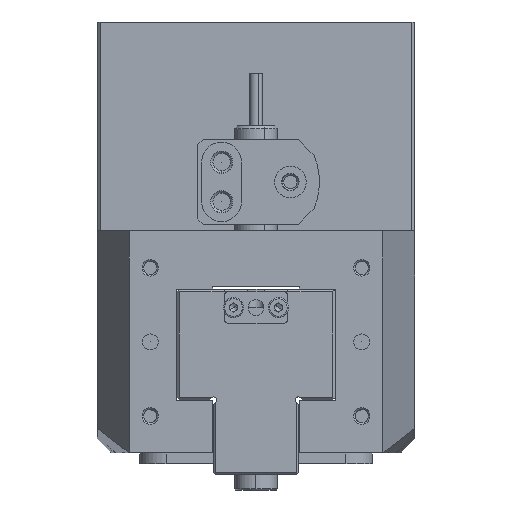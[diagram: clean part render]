
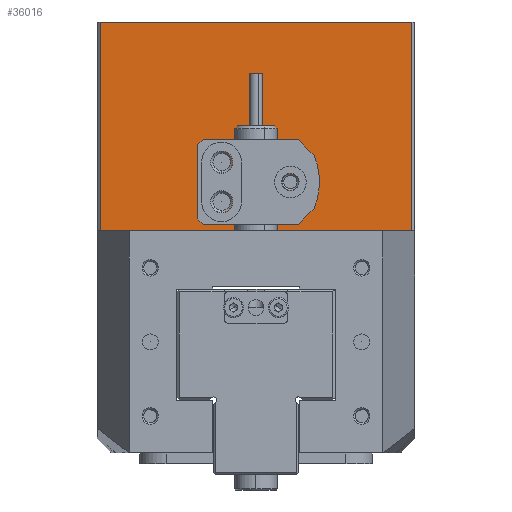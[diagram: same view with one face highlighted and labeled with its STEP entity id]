
A CAD part, left-side view. The second image highlights one B-rep face of the part: STEP entity #36016.
In plain terms, the highlighted planar face has unit normal (-1, 0, 0).
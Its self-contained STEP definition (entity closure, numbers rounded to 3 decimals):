
#167 = VERTEX_POINT ( 'NONE', #2753 ) ;
#1297 = AXIS2_PLACEMENT_3D ( 'NONE', #15200, #28802, #5199 ) ;
#2753 = CARTESIAN_POINT ( 'NONE',  ( -68.235, 37.621, 145.695 ) ) ;
#2998 = DIRECTION ( 'NONE',  ( 1., 0., 0. ) ) ;
#3168 = CARTESIAN_POINT ( 'NONE',  ( -68.235, 37.621, 145.695 ) ) ;
#4123 = DIRECTION ( 'NONE',  ( 0., 0., 1. ) ) ;
#4194 = CARTESIAN_POINT ( 'NONE',  ( -68.235, 8.121, 185.195 ) ) ;
#4305 = VERTEX_POINT ( 'NONE', #27707 ) ;
#4422 = AXIS2_PLACEMENT_3D ( 'NONE', #14695, #21267, #21408 ) ;
#5199 = DIRECTION ( 'NONE',  ( 0., 0., -1. ) ) ;
#5224 = DIRECTION ( 'NONE',  ( 1., 0., 0. ) ) ;
#5319 = LINE ( 'NONE', #41539, #20549 ) ;
#5678 = EDGE_CURVE ( 'NONE', #29885, #4305, #28908, .T. ) ;
#8320 = CARTESIAN_POINT ( 'NONE',  ( -68.235, 14.621, 151.195 ) ) ;
#8561 = FACE_BOUND ( 'NONE', #25624, .T. ) ;
#8897 = ORIENTED_EDGE ( 'NONE', *, *, #30086, .F. ) ;
#10013 = DIRECTION ( 'NONE',  ( 1., 0., 0. ) ) ;
#10192 = DIRECTION ( 'NONE',  ( 0., 0., -1. ) ) ;
#10705 = LINE ( 'NONE', #3168, #40061 ) ;
#11510 = EDGE_CURVE ( 'NONE', #35792, #24418, #26764, .T. ) ;
#12316 = LINE ( 'NONE', #34743, #35392 ) ;
#12811 = EDGE_CURVE ( 'NONE', #24418, #35792, #14079, .T. ) ;
#12812 = AXIS2_PLACEMENT_3D ( 'NONE', #20112, #16896, #40462 ) ;
#14079 = CIRCLE ( 'NONE', #1297, 2.05 ) ;
#14314 = VERTEX_POINT ( 'NONE', #28168 ) ;
#14695 = CARTESIAN_POINT ( 'NONE',  ( -68.235, 1.621, 154.945 ) ) ;
#15200 = CARTESIAN_POINT ( 'NONE',  ( -68.235, 14.621, 158.695 ) ) ;
#15981 = ORIENTED_EDGE ( 'NONE', *, *, #39167, .T. ) ;
#16438 = CARTESIAN_POINT ( 'NONE',  ( -68.235, 14.621, 156.645 ) ) ;
#16468 = FACE_BOUND ( 'NONE', #18036, .T. ) ;
#16498 = CARTESIAN_POINT ( 'NONE',  ( -68.235, 14.621, 158.695 ) ) ;
#16640 = DIRECTION ( 'NONE',  ( 0., 0., -1. ) ) ;
#16896 = DIRECTION ( 'NONE',  ( 1., 0., 0. ) ) ;
#17314 = EDGE_LOOP ( 'NONE', ( #27975, #25066 ) ) ;
#17654 = CARTESIAN_POINT ( 'NONE',  ( -68.235, 1.621, 156.495 ) ) ;
#18036 = EDGE_LOOP ( 'NONE', ( #23757, #21649 ) ) ;
#18292 = CIRCLE ( 'NONE', #36262, 2.05 ) ;
#18683 = CARTESIAN_POINT ( 'NONE',  ( -68.235, 37.621, 185.195 ) ) ;
#18777 = ORIENTED_EDGE ( 'NONE', *, *, #11510, .T. ) ;
#18873 = CARTESIAN_POINT ( 'NONE',  ( -68.235, 14.621, 160.745 ) ) ;
#19966 = ORIENTED_EDGE ( 'NONE', *, *, #28256, .T. ) ;
#20112 = CARTESIAN_POINT ( 'NONE',  ( -68.235, 1.621, 154.945 ) ) ;
#20549 = VECTOR ( 'NONE', #25550, 1000. ) ;
#21267 = DIRECTION ( 'NONE',  ( 1., 0., 0. ) ) ;
#21408 = DIRECTION ( 'NONE',  ( 0., 0., -1. ) ) ;
#21537 = LINE ( 'NONE', #4194, #41983 ) ;
#21649 = ORIENTED_EDGE ( 'NONE', *, *, #32081, .T. ) ;
#22097 = DIRECTION ( 'NONE',  ( 0., 0., -1. ) ) ;
#22841 = PLANE ( 'NONE',  #32168 ) ;
#22979 = DIRECTION ( 'NONE',  ( 0., 0., -1. ) ) ;
#23757 = ORIENTED_EDGE ( 'NONE', *, *, #31419, .T. ) ;
#24193 = CARTESIAN_POINT ( 'NONE',  ( -68.235, -21.379, 185.195 ) ) ;
#24418 = VERTEX_POINT ( 'NONE', #18873 ) ;
#24507 = CARTESIAN_POINT ( 'NONE',  ( -68.235, 14.621, 149.145 ) ) ;
#25066 = ORIENTED_EDGE ( 'NONE', *, *, #38272, .T. ) ;
#25550 = DIRECTION ( 'NONE',  ( 0., 1., 0. ) ) ;
#25624 = EDGE_LOOP ( 'NONE', ( #38396, #18777 ) ) ;
#25776 = CARTESIAN_POINT ( 'NONE',  ( -68.235, -21.379, 145.695 ) ) ;
#26764 = CIRCLE ( 'NONE', #40838, 2.05 ) ;
#27707 = CARTESIAN_POINT ( 'NONE',  ( -68.235, 1.621, 153.395 ) ) ;
#27975 = ORIENTED_EDGE ( 'NONE', *, *, #5678, .T. ) ;
#28168 = CARTESIAN_POINT ( 'NONE',  ( -68.235, 14.621, 153.245 ) ) ;
#28256 = EDGE_CURVE ( 'NONE', #36544, #167, #10705, .T. ) ;
#28802 = DIRECTION ( 'NONE',  ( 1., 0., 0. ) ) ;
#28908 = CIRCLE ( 'NONE', #12812, 1.55 ) ;
#29885 = VERTEX_POINT ( 'NONE', #17654 ) ;
#30070 = VERTEX_POINT ( 'NONE', #24507 ) ;
#30077 = FACE_OUTER_BOUND ( 'NONE', #36682, .T. ) ;
#30086 = EDGE_CURVE ( 'NONE', #38873, #167, #5319, .T. ) ;
#30788 = VERTEX_POINT ( 'NONE', #24193 ) ;
#31419 = EDGE_CURVE ( 'NONE', #14314, #30070, #31979, .T. ) ;
#31979 = CIRCLE ( 'NONE', #32621, 2.05 ) ;
#32081 = EDGE_CURVE ( 'NONE', #30070, #14314, #18292, .T. ) ;
#32168 = AXIS2_PLACEMENT_3D ( 'NONE', #42031, #35128, #22979 ) ;
#32621 = AXIS2_PLACEMENT_3D ( 'NONE', #8320, #5224, #22097 ) ;
#33653 = CIRCLE ( 'NONE', #4422, 1.55 ) ;
#34602 = EDGE_CURVE ( 'NONE', #38873, #30788, #12316, .T. ) ;
#34743 = CARTESIAN_POINT ( 'NONE',  ( -68.235, -21.379, 185.195 ) ) ;
#35128 = DIRECTION ( 'NONE',  ( 1., 0., 0. ) ) ;
#35392 = VECTOR ( 'NONE', #4123, 1000. ) ;
#35792 = VERTEX_POINT ( 'NONE', #16438 ) ;
#36016 = ADVANCED_FACE ( 'NONE', ( #37423, #8561, #16468, #30077 ), #22841, .F. ) ;
#36262 = AXIS2_PLACEMENT_3D ( 'NONE', #36687, #2998, #16640 ) ;
#36544 = VERTEX_POINT ( 'NONE', #18683 ) ;
#36682 = EDGE_LOOP ( 'NONE', ( #8897, #37428, #15981, #19966 ) ) ;
#36687 = CARTESIAN_POINT ( 'NONE',  ( -68.235, 14.621, 151.195 ) ) ;
#37423 = FACE_BOUND ( 'NONE', #17314, .T. ) ;
#37428 = ORIENTED_EDGE ( 'NONE', *, *, #34602, .T. ) ;
#37899 = DIRECTION ( 'NONE',  ( 0., 1., 0. ) ) ;
#38272 = EDGE_CURVE ( 'NONE', #4305, #29885, #33653, .T. ) ;
#38396 = ORIENTED_EDGE ( 'NONE', *, *, #12811, .T. ) ;
#38873 = VERTEX_POINT ( 'NONE', #25776 ) ;
#39167 = EDGE_CURVE ( 'NONE', #30788, #36544, #21537, .T. ) ;
#40061 = VECTOR ( 'NONE', #10192, 1000. ) ;
#40194 = DIRECTION ( 'NONE',  ( 0., 0., -1. ) ) ;
#40462 = DIRECTION ( 'NONE',  ( 0., 0., -1. ) ) ;
#40838 = AXIS2_PLACEMENT_3D ( 'NONE', #16498, #10013, #40194 ) ;
#41539 = CARTESIAN_POINT ( 'NONE',  ( -68.235, -26.879, 145.695 ) ) ;
#41983 = VECTOR ( 'NONE', #37899, 1000. ) ;
#42031 = CARTESIAN_POINT ( 'NONE',  ( -68.235, -26.879, 145.695 ) ) ;
